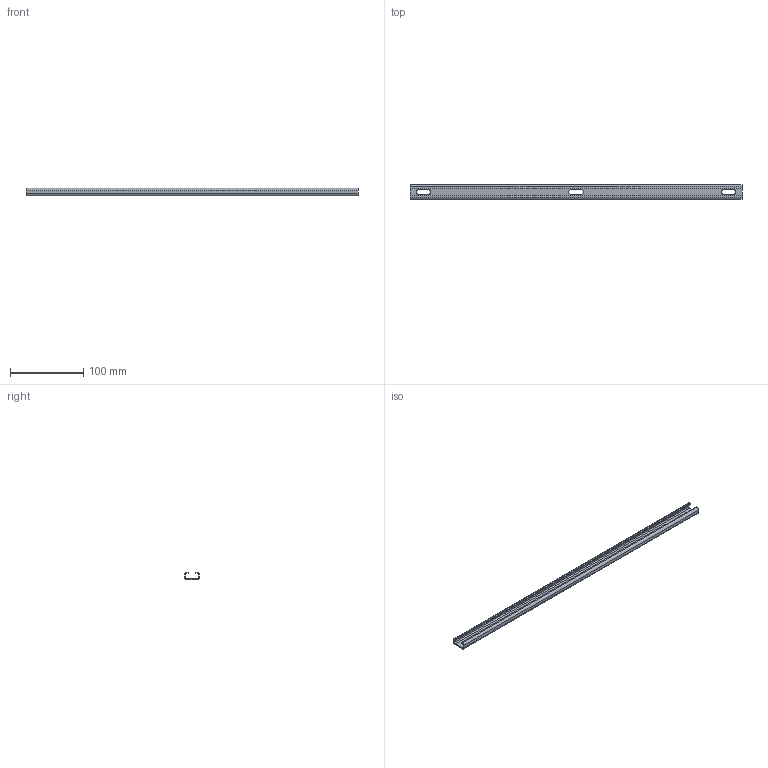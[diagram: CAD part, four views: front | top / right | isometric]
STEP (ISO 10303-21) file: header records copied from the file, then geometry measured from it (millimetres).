
FILE_DESCRIPTION(('CATIA V5 STEP Exchange','CAx-IF Rec.Pracs.--- Model Styling and Organization---1.4--- 2014-01-23'),'2;1');
FILE_NAME ('1901116-4_1', '2024-01-15T09:18:46+00:00', ('none'), ('Weidmueller'), 'CATIA Version 5-6 Release 2016 SP3 HF44', 'CATIA V5 STEP AP214', 'none');
FILE_SCHEMA(('AUTOMOTIVE_DESIGN { 1 0 10303 214 1 1 1 1 }'));
Length unit declared in the file: millimetre
Products named in the file (1): XXX_TS20CX10 STZN KTB 6250 HOR
Bounding box: 454 x 20 x 10 mm (x, y, z)
Volume: 26467.1 mm3; surface area: 36981.8 mm2
Topology: 1 solids, 1 shells, 36 faces, 105 edges, 71 vertices
Faces by surface type: plane 20, cylinder 16
Entity records: 1220 total; most frequent: ORIENTED_EDGE 210, CARTESIAN_POINT 208, DIRECTION 167, EDGE_CURVE 105, VECTOR 73, LINE 73, VERTEX_POINT 71, AXIS2_PLACEMENT_3D 64
